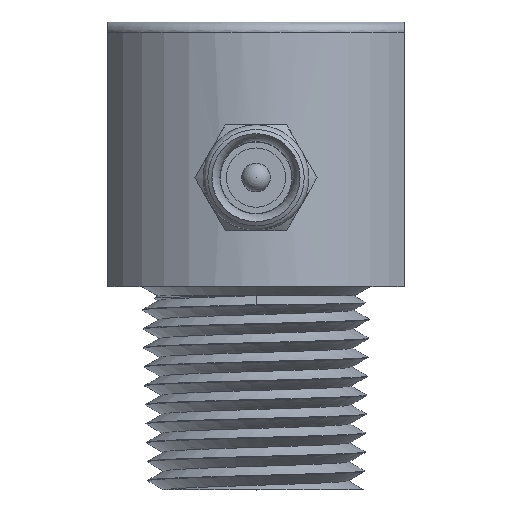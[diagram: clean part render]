
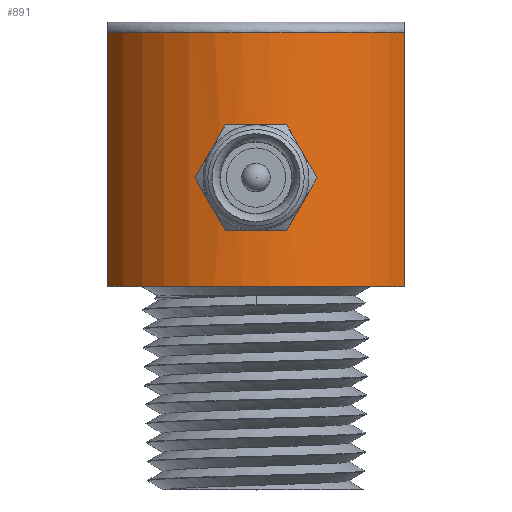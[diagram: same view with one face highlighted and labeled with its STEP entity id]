
A CAD part, top view. The second image highlights one B-rep face of the part: STEP entity #891.
In plain terms, the highlighted cylindrical face has radius 12.7 mm (diameter 25.4 mm), a partial arc.
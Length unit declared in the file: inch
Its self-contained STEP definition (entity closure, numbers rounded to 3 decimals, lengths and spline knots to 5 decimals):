
#35=FACE_BOUND('',#144,.T.);
#64=CYLINDRICAL_SURFACE('',#1011,0.5);
#93=FACE_OUTER_BOUND('',#143,.T.);
#143=EDGE_LOOP('',(#675,#676,#677,#678));
#144=EDGE_LOOP('',(#679,#680,#681));
#190=CIRCLE('',#1009,0.5);
#192=CIRCLE('',#1012,0.5);
#251=B_SPLINE_CURVE_WITH_KNOTS('',3,(#6797,#6798,#6799,#6800,#6801,#6802,
#6803,#6804,#6805,#6806),.UNSPECIFIED.,.F.,.F.,(4,2,2,2,4),(0.40508,
0.50634,0.60761,0.70888,0.81015),
 .UNSPECIFIED.);
#252=B_SPLINE_CURVE_WITH_KNOTS('',3,(#6808,#6809,#6810,#6811,#6812,#6813,
#6814,#6815,#6816,#6817),.UNSPECIFIED.,.F.,.F.,(4,2,2,2,4),(0.81015,
0.91142,1.0127,1.11396,1.21523),
 .UNSPECIFIED.);
#253=B_SPLINE_CURVE_WITH_KNOTS('',3,(#6818,#6819,#6820,#6821,#6822,#6823,
#6824,#6825,#6826,#6827,#6828,#6829,#6830,#6831,#6832,#6833,#6834,#6835,
#6836),.UNSPECIFIED.,.F.,.F.,(4,2,2,2,3,2,2,2,4),(1.21523,1.31649,
1.41776,1.51903,1.6203,1.72158,1.82285,
1.92411,2.02538),.UNSPECIFIED.);
#271=LINE('',#6772,#315);
#273=LINE('',#6793,#317);
#315=VECTOR('',#1151,0.3937);
#317=VECTOR('',#1161,0.3937);
#386=VERTEX_POINT('',#6758);
#387=VERTEX_POINT('',#6771);
#389=VERTEX_POINT('',#6776);
#390=VERTEX_POINT('',#6792);
#391=VERTEX_POINT('',#6795);
#392=VERTEX_POINT('',#6796);
#393=VERTEX_POINT('',#6807);
#494=EDGE_CURVE('',#386,#387,#271,.T.);
#497=EDGE_CURVE('',#389,#386,#190,.T.);
#499=EDGE_CURVE('',#389,#390,#273,.T.);
#500=EDGE_CURVE('',#390,#387,#192,.T.);
#501=EDGE_CURVE('',#391,#392,#251,.T.);
#502=EDGE_CURVE('',#392,#393,#252,.T.);
#503=EDGE_CURVE('',#393,#391,#253,.T.);
#675=ORIENTED_EDGE('',*,*,#497,.F.);
#676=ORIENTED_EDGE('',*,*,#499,.T.);
#677=ORIENTED_EDGE('',*,*,#500,.T.);
#678=ORIENTED_EDGE('',*,*,#494,.F.);
#679=ORIENTED_EDGE('',*,*,#501,.T.);
#680=ORIENTED_EDGE('',*,*,#502,.T.);
#681=ORIENTED_EDGE('',*,*,#503,.T.);
#891=ADVANCED_FACE('',(#93,#35),#64,.T.);
#1009=AXIS2_PLACEMENT_3D('',#6789,#1155,#1156);
#1011=AXIS2_PLACEMENT_3D('',#6791,#1159,#1160);
#1012=AXIS2_PLACEMENT_3D('',#6794,#1162,#1163);
#1151=DIRECTION('',(0.,0.,1.));
#1155=DIRECTION('center_axis',(0.,0.,-1.));
#1156=DIRECTION('ref_axis',(0.,1.,0.));
#1159=DIRECTION('center_axis',(0.,0.,1.));
#1160=DIRECTION('ref_axis',(1.,0.,0.));
#1161=DIRECTION('',(0.,0.,1.));
#1162=DIRECTION('center_axis',(0.,0.,-1.));
#1163=DIRECTION('ref_axis',(1.,0.,0.));
#6758=CARTESIAN_POINT('',(0.4375,0.24206,0.03));
#6771=CARTESIAN_POINT('',(0.4375,0.24206,0.78));
#6772=CARTESIAN_POINT('',(0.4375,0.24206,0.));
#6776=CARTESIAN_POINT('',(-0.4375,0.24206,0.03));
#6789=CARTESIAN_POINT('Origin',(0.,0.,0.03));
#6791=CARTESIAN_POINT('Origin',(0.,0.,0.));
#6792=CARTESIAN_POINT('',(-0.4375,0.24206,0.78));
#6793=CARTESIAN_POINT('',(-0.4375,0.24206,0.));
#6794=CARTESIAN_POINT('Origin',(0.,0.,0.78));
#6795=CARTESIAN_POINT('',(0.,0.5,0.5655));
#6796=CARTESIAN_POINT('',(-0.1055,0.48874,0.46));
#6797=CARTESIAN_POINT('Ctrl Pts',(0.,0.5,0.5655));
#6798=CARTESIAN_POINT('Ctrl Pts',(-0.01329,0.5,0.5655));
#6799=CARTESIAN_POINT('Ctrl Pts',(-0.02744,0.49942,
0.56284));
#6800=CARTESIAN_POINT('Ctrl Pts',(-0.05342,0.49731,
0.55206));
#6801=CARTESIAN_POINT('Ctrl Pts',(-0.06526,0.49581,
0.54394));
#6802=CARTESIAN_POINT('Ctrl Pts',(-0.08394,0.49299,
0.52526));
#6803=CARTESIAN_POINT('Ctrl Pts',(-0.09206,0.49148,
0.51342));
#6804=CARTESIAN_POINT('Ctrl Pts',(-0.10284,0.48934,
0.48744));
#6805=CARTESIAN_POINT('Ctrl Pts',(-0.1055,0.48874,0.47329));
#6806=CARTESIAN_POINT('Ctrl Pts',(-0.1055,0.48874,0.46));
#6807=CARTESIAN_POINT('',(0.,0.5,0.3545));
#6808=CARTESIAN_POINT('Ctrl Pts',(-0.1055,0.48874,0.46));
#6809=CARTESIAN_POINT('Ctrl Pts',(-0.1055,0.48874,0.44671));
#6810=CARTESIAN_POINT('Ctrl Pts',(-0.10284,0.48934,
0.43256));
#6811=CARTESIAN_POINT('Ctrl Pts',(-0.09206,0.49148,
0.40658));
#6812=CARTESIAN_POINT('Ctrl Pts',(-0.08394,0.49299,
0.39474));
#6813=CARTESIAN_POINT('Ctrl Pts',(-0.06526,0.49581,
0.37606));
#6814=CARTESIAN_POINT('Ctrl Pts',(-0.05342,0.49731,
0.36794));
#6815=CARTESIAN_POINT('Ctrl Pts',(-0.02744,0.49942,
0.35716));
#6816=CARTESIAN_POINT('Ctrl Pts',(-0.01329,0.5,0.3545));
#6817=CARTESIAN_POINT('Ctrl Pts',(0.,0.5,0.3545));
#6818=CARTESIAN_POINT('Ctrl Pts',(0.,0.5,0.3545));
#6819=CARTESIAN_POINT('Ctrl Pts',(0.01329,0.5,0.3545));
#6820=CARTESIAN_POINT('Ctrl Pts',(0.02744,0.49942,
0.35716));
#6821=CARTESIAN_POINT('Ctrl Pts',(0.05342,0.49731,
0.36794));
#6822=CARTESIAN_POINT('Ctrl Pts',(0.06526,0.49581,
0.37606));
#6823=CARTESIAN_POINT('Ctrl Pts',(0.08394,0.49299,0.39474));
#6824=CARTESIAN_POINT('Ctrl Pts',(0.09206,0.49148,
0.40658));
#6825=CARTESIAN_POINT('Ctrl Pts',(0.10284,0.48934,0.43256));
#6826=CARTESIAN_POINT('Ctrl Pts',(0.1055,0.48874,0.44671));
#6827=CARTESIAN_POINT('Ctrl Pts',(0.1055,0.48874,0.46));
#6828=CARTESIAN_POINT('Ctrl Pts',(0.1055,0.48874,0.47329));
#6829=CARTESIAN_POINT('Ctrl Pts',(0.10284,0.48934,0.48744));
#6830=CARTESIAN_POINT('Ctrl Pts',(0.09206,0.49148,
0.51342));
#6831=CARTESIAN_POINT('Ctrl Pts',(0.08394,0.49299,0.52526));
#6832=CARTESIAN_POINT('Ctrl Pts',(0.06526,0.49581,
0.54394));
#6833=CARTESIAN_POINT('Ctrl Pts',(0.05342,0.49731,0.55206));
#6834=CARTESIAN_POINT('Ctrl Pts',(0.02744,0.49942,
0.56284));
#6835=CARTESIAN_POINT('Ctrl Pts',(0.01329,0.5,0.5655));
#6836=CARTESIAN_POINT('Ctrl Pts',(0.,0.5,0.5655));
